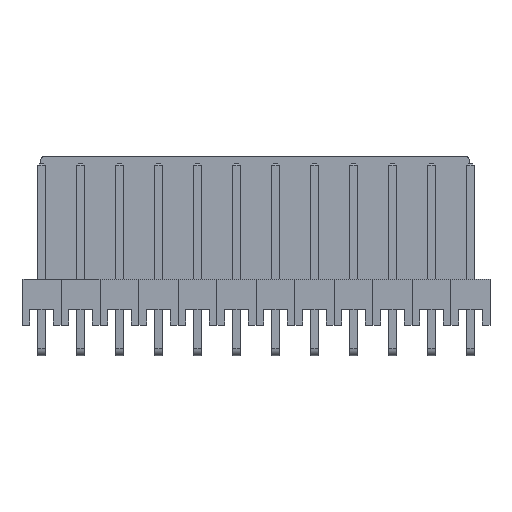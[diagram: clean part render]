
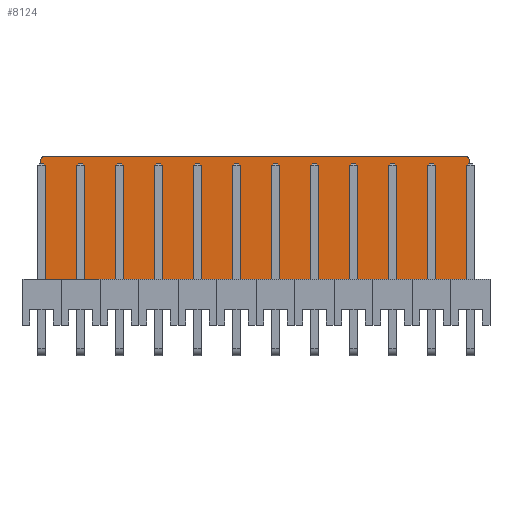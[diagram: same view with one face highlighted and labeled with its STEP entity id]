
A CAD part, front view. The second image highlights one B-rep face of the part: STEP entity #8124.
In plain terms, the highlighted face is planar.
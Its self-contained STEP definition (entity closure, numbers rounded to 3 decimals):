
#7774 = PLANE('',#7775);
#7775 = AXIS2_PLACEMENT_3D('',#7776,#7777,#7778);
#7776 = CARTESIAN_POINT('',(29.14,3.,0.));
#7777 = DIRECTION('',(-1.,0.,0.));
#7778 = DIRECTION('',(0.,1.,0.));
#7799 = VERTEX_POINT('',#7800);
#7800 = CARTESIAN_POINT('',(29.14,3.,1.));
#7814 = PLANE('',#7815);
#7815 = AXIS2_PLACEMENT_3D('',#7816,#7817,#7818);
#7816 = CARTESIAN_POINT('',(1.2,3.,0.));
#7817 = DIRECTION('',(0.,1.,0.));
#7818 = DIRECTION('',(1.,0.,0.));
#7826 = EDGE_CURVE('',#7799,#7827,#7829,.T.);
#7827 = VERTEX_POINT('',#7828);
#7828 = CARTESIAN_POINT('',(29.14,10.7,1.));
#7829 = SURFACE_CURVE('',#7830,(#7834,#7841),.PCURVE_S1.);
#7830 = LINE('',#7831,#7832);
#7831 = CARTESIAN_POINT('',(29.14,3.,1.));
#7832 = VECTOR('',#7833,1.);
#7833 = DIRECTION('',(0.,1.,0.));
#7834 = PCURVE('',#7774,#7835);
#7835 = DEFINITIONAL_REPRESENTATION('',(#7836),#7840);
#7836 = LINE('',#7837,#7838);
#7837 = CARTESIAN_POINT('',(0.,-1.));
#7838 = VECTOR('',#7839,1.);
#7839 = DIRECTION('',(1.,0.));
#7840 = ( GEOMETRIC_REPRESENTATION_CONTEXT(2) 
PARAMETRIC_REPRESENTATION_CONTEXT() REPRESENTATION_CONTEXT('2D SPACE',''
  ) );
#7841 = PCURVE('',#7842,#7847);
#7842 = PLANE('',#7843);
#7843 = AXIS2_PLACEMENT_3D('',#7844,#7845,#7846);
#7844 = CARTESIAN_POINT('',(29.14,3.,1.));
#7845 = DIRECTION('',(0.,0.,-1.));
#7846 = DIRECTION('',(0.,1.,0.));
#7847 = DEFINITIONAL_REPRESENTATION('',(#7848),#7852);
#7848 = LINE('',#7849,#7850);
#7849 = CARTESIAN_POINT('',(0.,0.));
#7850 = VECTOR('',#7851,1.);
#7851 = DIRECTION('',(1.,0.));
#7852 = ( GEOMETRIC_REPRESENTATION_CONTEXT(2) 
PARAMETRIC_REPRESENTATION_CONTEXT() REPRESENTATION_CONTEXT('2D SPACE',''
  ) );
#7868 = CYLINDRICAL_SURFACE('',#7869,0.3);
#7869 = AXIS2_PLACEMENT_3D('',#7870,#7871,#7872);
#7870 = CARTESIAN_POINT('',(28.84,10.7,0.));
#7871 = DIRECTION('',(0.,0.,1.));
#7872 = DIRECTION('',(1.,0.,-0.));
#7923 = PLANE('',#7924);
#7924 = AXIS2_PLACEMENT_3D('',#7925,#7926,#7927);
#7925 = CARTESIAN_POINT('',(1.2,11.,0.));
#7926 = DIRECTION('',(1.,0.,0.));
#7927 = DIRECTION('',(0.,-1.,0.));
#7956 = CYLINDRICAL_SURFACE('',#7957,0.3);
#7957 = AXIS2_PLACEMENT_3D('',#7958,#7959,#7960);
#7958 = CARTESIAN_POINT('',(1.5,10.7,0.));
#7959 = DIRECTION('',(0.,0.,1.));
#7960 = DIRECTION('',(-0.,1.,0.));
#7984 = PLANE('',#7985);
#7985 = AXIS2_PLACEMENT_3D('',#7986,#7987,#7988);
#7986 = CARTESIAN_POINT('',(29.14,11.,0.));
#7987 = DIRECTION('',(0.,-1.,0.));
#7988 = DIRECTION('',(-1.,0.,0.));
#8027 = VERTEX_POINT('',#8028);
#8028 = CARTESIAN_POINT('',(28.84,11.,1.));
#8049 = EDGE_CURVE('',#7827,#8027,#8050,.T.);
#8050 = SURFACE_CURVE('',#8051,(#8056,#8063),.PCURVE_S1.);
#8051 = CIRCLE('',#8052,0.3);
#8052 = AXIS2_PLACEMENT_3D('',#8053,#8054,#8055);
#8053 = CARTESIAN_POINT('',(28.84,10.7,1.));
#8054 = DIRECTION('',(0.,0.,1.));
#8055 = DIRECTION('',(0.,-1.,0.));
#8056 = PCURVE('',#7868,#8057);
#8057 = DEFINITIONAL_REPRESENTATION('',(#8058),#8062);
#8058 = LINE('',#8059,#8060);
#8059 = CARTESIAN_POINT('',(-1.571,1.));
#8060 = VECTOR('',#8061,1.);
#8061 = DIRECTION('',(1.,0.));
#8062 = ( GEOMETRIC_REPRESENTATION_CONTEXT(2) 
PARAMETRIC_REPRESENTATION_CONTEXT() REPRESENTATION_CONTEXT('2D SPACE',''
  ) );
#8063 = PCURVE('',#7842,#8064);
#8064 = DEFINITIONAL_REPRESENTATION('',(#8065),#8073);
#8065 = ( BOUNDED_CURVE() B_SPLINE_CURVE(2,(#8066,#8067,#8068,#8069,
#8070,#8071,#8072),.UNSPECIFIED.,.F.,.F.) B_SPLINE_CURVE_WITH_KNOTS((1,2
    ,2,2,2,1),(-2.094,0.,2.094,4.189,
6.283,8.378),.UNSPECIFIED.) CURVE() 
GEOMETRIC_REPRESENTATION_ITEM() RATIONAL_B_SPLINE_CURVE((1.,0.5,1.,0.5,
1.,0.5,1.)) REPRESENTATION_ITEM('') );
#8066 = CARTESIAN_POINT('',(7.4,-0.3));
#8067 = CARTESIAN_POINT('',(7.4,0.22));
#8068 = CARTESIAN_POINT('',(7.85,-0.04));
#8069 = CARTESIAN_POINT('',(8.3,-0.3));
#8070 = CARTESIAN_POINT('',(7.85,-0.56));
#8071 = CARTESIAN_POINT('',(7.4,-0.82));
#8072 = CARTESIAN_POINT('',(7.4,-0.3));
#8073 = ( GEOMETRIC_REPRESENTATION_CONTEXT(2) 
PARAMETRIC_REPRESENTATION_CONTEXT() REPRESENTATION_CONTEXT('2D SPACE',''
  ) );
#8080 = VERTEX_POINT('',#8081);
#8081 = CARTESIAN_POINT('',(1.2,3.,1.));
#8102 = EDGE_CURVE('',#8080,#7799,#8103,.T.);
#8103 = SURFACE_CURVE('',#8104,(#8108,#8115),.PCURVE_S1.);
#8104 = LINE('',#8105,#8106);
#8105 = CARTESIAN_POINT('',(1.2,3.,1.));
#8106 = VECTOR('',#8107,1.);
#8107 = DIRECTION('',(1.,0.,0.));
#8108 = PCURVE('',#7814,#8109);
#8109 = DEFINITIONAL_REPRESENTATION('',(#8110),#8114);
#8110 = LINE('',#8111,#8112);
#8111 = CARTESIAN_POINT('',(0.,-1.));
#8112 = VECTOR('',#8113,1.);
#8113 = DIRECTION('',(1.,0.));
#8114 = ( GEOMETRIC_REPRESENTATION_CONTEXT(2) 
PARAMETRIC_REPRESENTATION_CONTEXT() REPRESENTATION_CONTEXT('2D SPACE',''
  ) );
#8115 = PCURVE('',#7842,#8116);
#8116 = DEFINITIONAL_REPRESENTATION('',(#8117),#8121);
#8117 = LINE('',#8118,#8119);
#8118 = CARTESIAN_POINT('',(0.,-27.94));
#8119 = VECTOR('',#8120,1.);
#8120 = DIRECTION('',(0.,1.));
#8121 = ( GEOMETRIC_REPRESENTATION_CONTEXT(2) 
PARAMETRIC_REPRESENTATION_CONTEXT() REPRESENTATION_CONTEXT('2D SPACE',''
  ) );
#8124 = ADVANCED_FACE('',(#8125),#7842,.F.);
#8125 = FACE_BOUND('',#8126,.F.);
#8126 = EDGE_LOOP('',(#8127,#8128,#8129,#8152,#8180,#8201));
#8127 = ORIENTED_EDGE('',*,*,#7826,.F.);
#8128 = ORIENTED_EDGE('',*,*,#8102,.F.);
#8129 = ORIENTED_EDGE('',*,*,#8130,.F.);
#8130 = EDGE_CURVE('',#8131,#8080,#8133,.T.);
#8131 = VERTEX_POINT('',#8132);
#8132 = CARTESIAN_POINT('',(1.2,10.7,1.));
#8133 = SURFACE_CURVE('',#8134,(#8138,#8145),.PCURVE_S1.);
#8134 = LINE('',#8135,#8136);
#8135 = CARTESIAN_POINT('',(1.2,11.,1.));
#8136 = VECTOR('',#8137,1.);
#8137 = DIRECTION('',(0.,-1.,0.));
#8138 = PCURVE('',#7842,#8139);
#8139 = DEFINITIONAL_REPRESENTATION('',(#8140),#8144);
#8140 = LINE('',#8141,#8142);
#8141 = CARTESIAN_POINT('',(8.,-27.94));
#8142 = VECTOR('',#8143,1.);
#8143 = DIRECTION('',(-1.,0.));
#8144 = ( GEOMETRIC_REPRESENTATION_CONTEXT(2) 
PARAMETRIC_REPRESENTATION_CONTEXT() REPRESENTATION_CONTEXT('2D SPACE',''
  ) );
#8145 = PCURVE('',#7923,#8146);
#8146 = DEFINITIONAL_REPRESENTATION('',(#8147),#8151);
#8147 = LINE('',#8148,#8149);
#8148 = CARTESIAN_POINT('',(0.,-1.));
#8149 = VECTOR('',#8150,1.);
#8150 = DIRECTION('',(1.,0.));
#8151 = ( GEOMETRIC_REPRESENTATION_CONTEXT(2) 
PARAMETRIC_REPRESENTATION_CONTEXT() REPRESENTATION_CONTEXT('2D SPACE',''
  ) );
#8152 = ORIENTED_EDGE('',*,*,#8153,.F.);
#8153 = EDGE_CURVE('',#8154,#8131,#8156,.T.);
#8154 = VERTEX_POINT('',#8155);
#8155 = CARTESIAN_POINT('',(1.5,11.,1.));
#8156 = SURFACE_CURVE('',#8157,(#8162,#8173),.PCURVE_S1.);
#8157 = CIRCLE('',#8158,0.3);
#8158 = AXIS2_PLACEMENT_3D('',#8159,#8160,#8161);
#8159 = CARTESIAN_POINT('',(1.5,10.7,1.));
#8160 = DIRECTION('',(0.,0.,1.));
#8161 = DIRECTION('',(0.,-1.,0.));
#8162 = PCURVE('',#7842,#8163);
#8163 = DEFINITIONAL_REPRESENTATION('',(#8164),#8172);
#8164 = ( BOUNDED_CURVE() B_SPLINE_CURVE(2,(#8165,#8166,#8167,#8168,
#8169,#8170,#8171),.UNSPECIFIED.,.F.,.F.) B_SPLINE_CURVE_WITH_KNOTS((1,2
    ,2,2,2,1),(-2.094,0.,2.094,4.189,
6.283,8.378),.UNSPECIFIED.) CURVE() 
GEOMETRIC_REPRESENTATION_ITEM() RATIONAL_B_SPLINE_CURVE((1.,0.5,1.,0.5,
1.,0.5,1.)) REPRESENTATION_ITEM('') );
#8165 = CARTESIAN_POINT('',(7.4,-27.64));
#8166 = CARTESIAN_POINT('',(7.4,-27.12));
#8167 = CARTESIAN_POINT('',(7.85,-27.38));
#8168 = CARTESIAN_POINT('',(8.3,-27.64));
#8169 = CARTESIAN_POINT('',(7.85,-27.9));
#8170 = CARTESIAN_POINT('',(7.4,-28.16));
#8171 = CARTESIAN_POINT('',(7.4,-27.64));
#8172 = ( GEOMETRIC_REPRESENTATION_CONTEXT(2) 
PARAMETRIC_REPRESENTATION_CONTEXT() REPRESENTATION_CONTEXT('2D SPACE',''
  ) );
#8173 = PCURVE('',#7956,#8174);
#8174 = DEFINITIONAL_REPRESENTATION('',(#8175),#8179);
#8175 = LINE('',#8176,#8177);
#8176 = CARTESIAN_POINT('',(-3.142,1.));
#8177 = VECTOR('',#8178,1.);
#8178 = DIRECTION('',(1.,0.));
#8179 = ( GEOMETRIC_REPRESENTATION_CONTEXT(2) 
PARAMETRIC_REPRESENTATION_CONTEXT() REPRESENTATION_CONTEXT('2D SPACE',''
  ) );
#8180 = ORIENTED_EDGE('',*,*,#8181,.F.);
#8181 = EDGE_CURVE('',#8027,#8154,#8182,.T.);
#8182 = SURFACE_CURVE('',#8183,(#8187,#8194),.PCURVE_S1.);
#8183 = LINE('',#8184,#8185);
#8184 = CARTESIAN_POINT('',(29.14,11.,1.));
#8185 = VECTOR('',#8186,1.);
#8186 = DIRECTION('',(-1.,0.,0.));
#8187 = PCURVE('',#7842,#8188);
#8188 = DEFINITIONAL_REPRESENTATION('',(#8189),#8193);
#8189 = LINE('',#8190,#8191);
#8190 = CARTESIAN_POINT('',(8.,0.));
#8191 = VECTOR('',#8192,1.);
#8192 = DIRECTION('',(0.,-1.));
#8193 = ( GEOMETRIC_REPRESENTATION_CONTEXT(2) 
PARAMETRIC_REPRESENTATION_CONTEXT() REPRESENTATION_CONTEXT('2D SPACE',''
  ) );
#8194 = PCURVE('',#7984,#8195);
#8195 = DEFINITIONAL_REPRESENTATION('',(#8196),#8200);
#8196 = LINE('',#8197,#8198);
#8197 = CARTESIAN_POINT('',(0.,-1.));
#8198 = VECTOR('',#8199,1.);
#8199 = DIRECTION('',(1.,0.));
#8200 = ( GEOMETRIC_REPRESENTATION_CONTEXT(2) 
PARAMETRIC_REPRESENTATION_CONTEXT() REPRESENTATION_CONTEXT('2D SPACE',''
  ) );
#8201 = ORIENTED_EDGE('',*,*,#8049,.F.);
